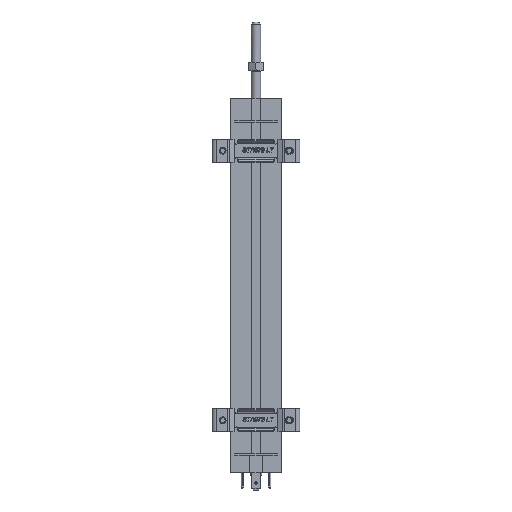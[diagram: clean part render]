
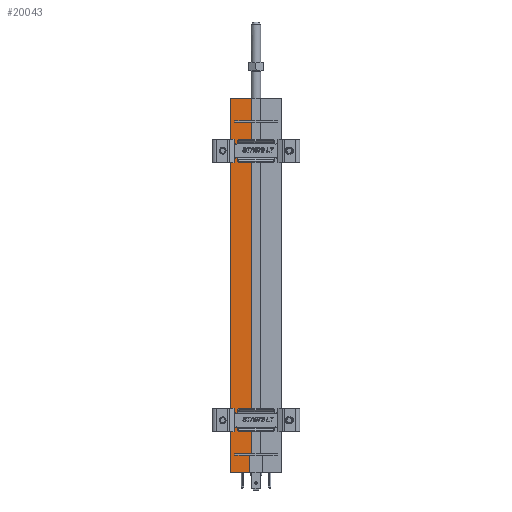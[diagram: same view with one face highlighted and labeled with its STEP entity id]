
A CAD part, front view. The second image highlights one B-rep face of the part: STEP entity #20043.
In plain terms, the highlighted planar face has unit normal (0, -1, 0).
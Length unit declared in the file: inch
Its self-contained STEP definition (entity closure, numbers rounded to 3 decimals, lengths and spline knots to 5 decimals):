
#1724 = CARTESIAN_POINT ( 'NONE',  ( 0.54724, 0., -8.32677 ) ) ;
#2352 = LINE ( 'NONE', #20066, #8587 ) ;
#2546 = EDGE_CURVE ( 'NONE', #43531, #22598, #63137, .T. ) ;
#3887 = VERTEX_POINT ( 'NONE', #68887 ) ;
#8562 = AXIS2_PLACEMENT_3D ( 'NONE', #72220, #17976, #60312 ) ;
#8587 = VECTOR ( 'NONE', #38224, 39.37008 ) ;
#8964 = CARTESIAN_POINT ( 'NONE',  ( 0., 0., 0.60236 ) ) ;
#9025 = CARTESIAN_POINT ( 'NONE',  ( 0.11811, 0., 0.03937 ) ) ;
#9471 = EDGE_CURVE ( 'NONE', #35312, #42728, #17092, .T. ) ;
#9634 = DIRECTION ( 'NONE',  ( 0., 0., -1. ) ) ;
#10031 = LINE ( 'NONE', #69369, #45216 ) ;
#10436 = EDGE_CURVE ( 'NONE', #29222, #57522, #12593, .T. ) ;
#12593 = LINE ( 'NONE', #43746, #39398 ) ;
#12636 = CARTESIAN_POINT ( 'NONE',  ( 0.48819, 0., -8.79921 ) ) ;
#12681 = EDGE_CURVE ( 'NONE', #42728, #43531, #44366, .T. ) ;
#14124 = ORIENTED_EDGE ( 'NONE', *, *, #20495, .T. ) ;
#16385 = ORIENTED_EDGE ( 'NONE', *, *, #23637, .T. ) ;
#16728 = CARTESIAN_POINT ( 'NONE',  ( 0.11811, 0., 0.03937 ) ) ;
#17092 = LINE ( 'NONE', #57894, #20289 ) ;
#17976 = DIRECTION ( 'NONE',  ( 0., -1., 0. ) ) ;
#18080 = VECTOR ( 'NONE', #33009, 39.37008 ) ;
#18642 = ORIENTED_EDGE ( 'NONE', *, *, #9471, .T. ) ;
#18817 = DIRECTION ( 'NONE',  ( -1., 0., 0. ) ) ;
#19090 = LINE ( 'NONE', #1724, #75478 ) ;
#19600 = LINE ( 'NONE', #62770, #74320 ) ;
#20043 = ADVANCED_FACE ( 'NONE', ( #77762 ), #36120, .T. ) ;
#20066 = CARTESIAN_POINT ( 'NONE',  ( 1.20079, 0., -8.32677 ) ) ;
#20135 = CARTESIAN_POINT ( 'NONE',  ( 0.11811, 0., -8.36614 ) ) ;
#20289 = VECTOR ( 'NONE', #40806, 39.37008 ) ;
#20495 = EDGE_CURVE ( 'NONE', #29395, #31371, #19600, .T. ) ;
#22598 = VERTEX_POINT ( 'NONE', #58113 ) ;
#23312 = DIRECTION ( 'NONE',  ( 0., 0., -1. ) ) ;
#23637 = EDGE_CURVE ( 'NONE', #22598, #29395, #10031, .T. ) ;
#24395 = DIRECTION ( 'NONE',  ( 0., 0., 1. ) ) ;
#26888 = VECTOR ( 'NONE', #23312, 39.37008 ) ;
#29222 = VERTEX_POINT ( 'NONE', #20135 ) ;
#29395 = VERTEX_POINT ( 'NONE', #43022 ) ;
#29952 = DIRECTION ( 'NONE',  ( 1., 0., 0. ) ) ;
#31371 = VERTEX_POINT ( 'NONE', #12636 ) ;
#32491 = DIRECTION ( 'NONE',  ( 0., 0., 1. ) ) ;
#32587 = CARTESIAN_POINT ( 'NONE',  ( 0.54724, 0., -8.32677 ) ) ;
#33009 = DIRECTION ( 'NONE',  ( -1., 0., 0. ) ) ;
#35312 = VERTEX_POINT ( 'NONE', #9025 ) ;
#35846 = EDGE_CURVE ( 'NONE', #63939, #50141, #19090, .T. ) ;
#36120 = PLANE ( 'NONE',  #8562 ) ;
#36192 = CARTESIAN_POINT ( 'NONE',  ( 1.20079, 0., 0. ) ) ;
#37363 = VECTOR ( 'NONE', #32491, 39.37008 ) ;
#37957 = ORIENTED_EDGE ( 'NONE', *, *, #38072, .T. ) ;
#38072 = EDGE_CURVE ( 'NONE', #29222, #3887, #42213, .T. ) ;
#38224 = DIRECTION ( 'NONE',  ( -1., 0., 0. ) ) ;
#38538 = DIRECTION ( 'NONE',  ( 1., 0., 0. ) ) ;
#38675 = ORIENTED_EDGE ( 'NONE', *, *, #44268, .T. ) ;
#39257 = CARTESIAN_POINT ( 'NONE',  ( 0.54134, 0., 0.03937 ) ) ;
#39398 = VECTOR ( 'NONE', #29952, 39.37008 ) ;
#40333 = ORIENTED_EDGE ( 'NONE', *, *, #10436, .F. ) ;
#40806 = DIRECTION ( 'NONE',  ( 1., 0., 0. ) ) ;
#40810 = DIRECTION ( 'NONE',  ( 0., 0., 1. ) ) ;
#41483 = LINE ( 'NONE', #77577, #26888 ) ;
#41916 = CARTESIAN_POINT ( 'NONE',  ( 0.11811, 0., 0. ) ) ;
#42213 = LINE ( 'NONE', #42607, #63161 ) ;
#42607 = CARTESIAN_POINT ( 'NONE',  ( 0.11811, 0., -8.36614 ) ) ;
#42728 = VERTEX_POINT ( 'NONE', #39257 ) ;
#43022 = CARTESIAN_POINT ( 'NONE',  ( 0., 0., -8.79921 ) ) ;
#43531 = VERTEX_POINT ( 'NONE', #45897 ) ;
#43746 = CARTESIAN_POINT ( 'NONE',  ( 1.20079, 0., -8.36614 ) ) ;
#43846 = ORIENTED_EDGE ( 'NONE', *, *, #61480, .F. ) ;
#44268 = EDGE_CURVE ( 'NONE', #50141, #76800, #55984, .T. ) ;
#44366 = LINE ( 'NONE', #74484, #37363 ) ;
#45216 = VECTOR ( 'NONE', #9634, 39.37008 ) ;
#45897 = CARTESIAN_POINT ( 'NONE',  ( 0.54134, 0., 0.60236 ) ) ;
#46536 = ORIENTED_EDGE ( 'NONE', *, *, #12681, .T. ) ;
#50141 = VERTEX_POINT ( 'NONE', #72035 ) ;
#55218 = CARTESIAN_POINT ( 'NONE',  ( 0.48819, 0., -8.36614 ) ) ;
#55984 = LINE ( 'NONE', #36192, #61695 ) ;
#57522 = VERTEX_POINT ( 'NONE', #55218 ) ;
#57894 = CARTESIAN_POINT ( 'NONE',  ( 0.09843, 0., 0.03937 ) ) ;
#58113 = CARTESIAN_POINT ( 'NONE',  ( 0., 0., 0.60236 ) ) ;
#58842 = ORIENTED_EDGE ( 'NONE', *, *, #35846, .T. ) ;
#59051 = LINE ( 'NONE', #16728, #65664 ) ;
#60312 = DIRECTION ( 'NONE',  ( 0., 0., -1. ) ) ;
#61480 = EDGE_CURVE ( 'NONE', #57522, #31371, #41483, .T. ) ;
#61695 = VECTOR ( 'NONE', #18817, 39.37008 ) ;
#62770 = CARTESIAN_POINT ( 'NONE',  ( 0., 0., -8.79921 ) ) ;
#63137 = LINE ( 'NONE', #8964, #18080 ) ;
#63161 = VECTOR ( 'NONE', #24395, 39.37008 ) ;
#63939 = VERTEX_POINT ( 'NONE', #32587 ) ;
#64538 = ORIENTED_EDGE ( 'NONE', *, *, #67211, .F. ) ;
#65664 = VECTOR ( 'NONE', #40810, 39.37008 ) ;
#67211 = EDGE_CURVE ( 'NONE', #63939, #3887, #2352, .T. ) ;
#67307 = ORIENTED_EDGE ( 'NONE', *, *, #2546, .T. ) ;
#67416 = DIRECTION ( 'NONE',  ( 0., 0., 1. ) ) ;
#68644 = EDGE_LOOP ( 'NONE', ( #18642, #46536, #67307, #16385, #14124, #43846, #40333, #37957, #64538, #58842, #38675, #71165 ) ) ;
#68887 = CARTESIAN_POINT ( 'NONE',  ( 0.11811, 0., -8.32677 ) ) ;
#69369 = CARTESIAN_POINT ( 'NONE',  ( 0., 0., 0.03937 ) ) ;
#71165 = ORIENTED_EDGE ( 'NONE', *, *, #76302, .T. ) ;
#72035 = CARTESIAN_POINT ( 'NONE',  ( 0.54724, 0., 0. ) ) ;
#72220 = CARTESIAN_POINT ( 'NONE',  ( 0., 0., 0.03937 ) ) ;
#74320 = VECTOR ( 'NONE', #38538, 39.37008 ) ;
#74484 = CARTESIAN_POINT ( 'NONE',  ( 0.54134, 0., 0.03937 ) ) ;
#75478 = VECTOR ( 'NONE', #67416, 39.37008 ) ;
#76302 = EDGE_CURVE ( 'NONE', #76800, #35312, #59051, .T. ) ;
#76800 = VERTEX_POINT ( 'NONE', #41916 ) ;
#77577 = CARTESIAN_POINT ( 'NONE',  ( 0.48819, 0., -8.36614 ) ) ;
#77762 = FACE_OUTER_BOUND ( 'NONE', #68644, .T. ) ;
